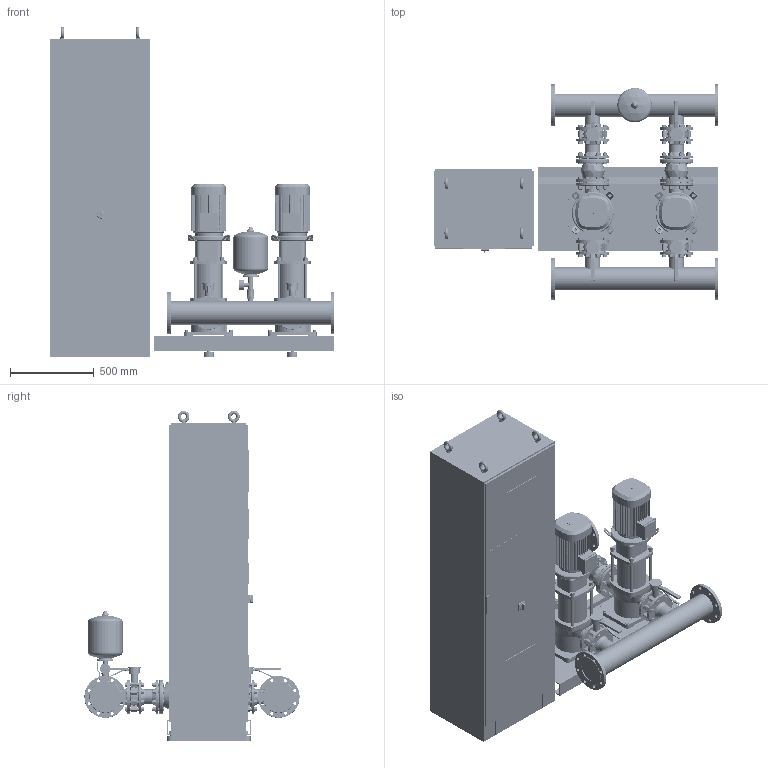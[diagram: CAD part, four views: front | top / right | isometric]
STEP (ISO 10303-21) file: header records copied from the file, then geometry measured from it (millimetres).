
FILE_DESCRIPTION((''),'2;1');
FILE_NAME('3d_SiBoostSmartFC2HELIXV5202_2-2540846.stp','2016-01-25T11:12:25',(''),(''),'Mechanical Desktop 2009','Mechanical Desktop 2009',', , ');
FILE_SCHEMA(('CONFIG_CONTROL_DESIGN'));
Length unit declared in the file: millimetre
Products named in the file (1): Product
Bounding box: 1700 x 1286 x 1975 mm (x, y, z)
Volume: 671026644.1 mm3; surface area: 14983493.4 mm2
Topology: 208 solids, 208 shells, 5408 faces, 13356 edges, 8610 vertices
Faces by surface type: bspline 2116, plane 1502, cylinder 1288, torus 284, cone 180, sphere 38
Entity records: 181227 total; most frequent: CARTESIAN_POINT 56076, ORIENTED_EDGE 26628, DIRECTION 24546, EDGE_CURVE 13314, VERTEX_POINT 8602, AXIS2_PLACEMENT_3D 8583, VECTOR 7380, LINE 7380
